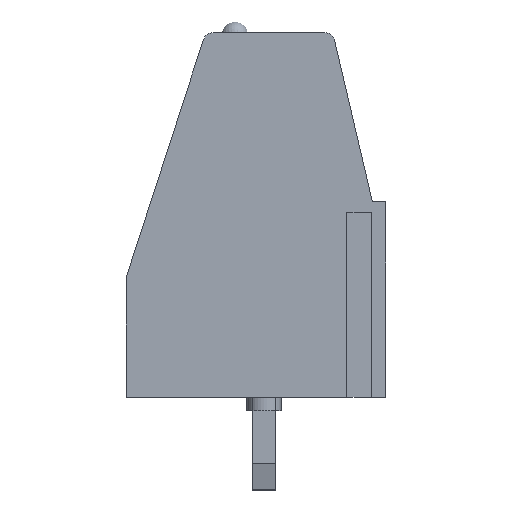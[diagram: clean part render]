
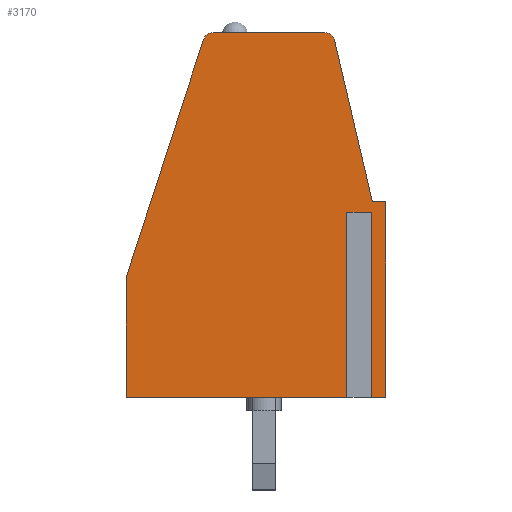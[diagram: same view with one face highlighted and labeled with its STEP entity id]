
A CAD part, left-side view. The second image highlights one B-rep face of the part: STEP entity #3170.
In plain terms, the highlighted face is planar.
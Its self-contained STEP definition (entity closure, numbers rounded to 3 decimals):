
#920=CARTESIAN_POINT('',(-118.259,53.229,-63.42));
#930=DIRECTION('',(1.,0.,0.));
#940=VECTOR('',#930,1.);
#950=LINE('',#920,#940);
#960=CARTESIAN_POINT('',(-61.239,53.229,-63.42));
#970=VERTEX_POINT('',#960);
#980=CARTESIAN_POINT('',(-57.047,53.229,-63.42));
#990=VERTEX_POINT('',#980);
#1000=EDGE_CURVE('',#970,#990,#950,.T.);
#2170=CARTESIAN_POINT('',(-51.447,34.151,-63.42));
#2180=DIRECTION('',(0.,0.,1.));
#2190=DIRECTION('',(-1.,0.,0.));
#2200=AXIS2_PLACEMENT_3D('',#2170,#2180,#2190);
#2210=PLANE('',#2200);
#2220=CARTESIAN_POINT('',(-118.259,39.429,-63.42));
#2230=DIRECTION('',(-1.,0.,0.));
#2240=VECTOR('',#2230,1.);
#2250=LINE('',#2220,#2240);
#2260=CARTESIAN_POINT('',(-54.73,39.429,-63.42));
#2270=VERTEX_POINT('',#2260);
#2280=CARTESIAN_POINT('',(-55.46,39.429,-63.42));
#2290=VERTEX_POINT('',#2280);
#2300=EDGE_CURVE('',#2270,#2290,#2250,.T.);
#2310=ORIENTED_EDGE('',*,*,#2300,.F.);
#2320=CARTESIAN_POINT('',(-55.46,0.,-63.42));
#2330=DIRECTION('',(0.,1.,0.));
#2340=VECTOR('',#2330,1.);
#2350=LINE('',#2320,#2340);
#2360=CARTESIAN_POINT('',(-55.46,46.429,-63.42));
#2370=VERTEX_POINT('',#2360);
#2380=EDGE_CURVE('',#2290,#2370,#2350,.T.);
#2390=ORIENTED_EDGE('',*,*,#2380,.F.);
#2400=CARTESIAN_POINT('',(-118.259,46.429,-63.42));
#2410=DIRECTION('',(1.,0.,0.));
#2420=VECTOR('',#2410,1.);
#2430=LINE('',#2400,#2420);
#2440=CARTESIAN_POINT('',(-55.999,46.429,-63.42));
#2450=VERTEX_POINT('',#2440);
#2460=EDGE_CURVE('',#2450,#2370,#2430,.T.);
#2470=ORIENTED_EDGE('',*,*,#2460,.T.);
#2480=CARTESIAN_POINT('',(-55.999,0.,-63.42));
#2490=DIRECTION('',(-0.,-1.,0.));
#2500=VECTOR('',#2490,1.);
#2510=LINE('',#2480,#2500);
#2520=CARTESIAN_POINT('',(-55.999,39.429,-63.42));
#2530=VERTEX_POINT('',#2520);
#2540=EDGE_CURVE('',#2450,#2530,#2510,.T.);
#2550=ORIENTED_EDGE('',*,*,#2540,.F.);
#2560=CARTESIAN_POINT('',(-64.53,39.429,-63.42));
#2570=VERTEX_POINT('',#2560);
#2580=EDGE_CURVE('',#2530,#2570,#2250,.T.);
#2590=ORIENTED_EDGE('',*,*,#2580,.F.);
#2600=CARTESIAN_POINT('',(-64.53,0.,-63.42));
#2610=DIRECTION('',(0.,1.,0.));
#2620=VECTOR('',#2610,1.);
#2630=LINE('',#2600,#2620);
#2640=CARTESIAN_POINT('',(-64.53,43.996,-63.42));
#2650=VERTEX_POINT('',#2640);
#2660=EDGE_CURVE('',#2570,#2650,#2630,.T.);
#2670=ORIENTED_EDGE('',*,*,#2660,.F.);
#2680=CARTESIAN_POINT('',(-78.825,0.,-63.42));
#2690=DIRECTION('',(0.309,0.951,
0.));
#2700=VECTOR('',#2690,1.);
#2710=LINE('',#2680,#2700);
#2720=CARTESIAN_POINT('',(-61.619,52.953,-63.42));
#2730=VERTEX_POINT('',#2720);
#2740=EDGE_CURVE('',#2650,#2730,#2710,.T.);
#2750=ORIENTED_EDGE('',*,*,#2740,.F.);
#2760=CARTESIAN_POINT('',(-61.239,52.829,-63.42));
#2770=DIRECTION('',(0.,0.,-1.));
#2780=DIRECTION('',(-1.,0.,0.));
#2790=AXIS2_PLACEMENT_3D('',#2760,#2770,#2780);
#2800=CIRCLE('',#2790,0.4);
#2810=EDGE_CURVE('',#2730,#970,#2800,.T.);
#2820=ORIENTED_EDGE('',*,*,#2810,.F.);
#2830=ORIENTED_EDGE('',*,*,#1000,.F.);
#2840=CARTESIAN_POINT('',(-57.047,52.829,-63.42));
#2850=DIRECTION('',(0.,0.,-1.));
#2860=DIRECTION('',(-1.,0.,0.));
#2870=AXIS2_PLACEMENT_3D('',#2840,#2850,#2860);
#2880=CIRCLE('',#2870,0.4);
#2890=CARTESIAN_POINT('',(-56.657,52.92,-63.42));
#2900=VERTEX_POINT('',#2890);
#2910=EDGE_CURVE('',#990,#2900,#2880,.T.);
#2920=ORIENTED_EDGE('',*,*,#2910,.F.);
#2930=CARTESIAN_POINT('',(-44.254,0.,-63.42));
#2940=DIRECTION('',(-0.228,0.974,
0.));
#2950=VECTOR('',#2940,1.);
#2960=LINE('',#2930,#2950);
#2970=CARTESIAN_POINT('',(-55.23,46.829,-63.42));
#2980=VERTEX_POINT('',#2970);
#2990=EDGE_CURVE('',#2980,#2900,#2960,.T.);
#3000=ORIENTED_EDGE('',*,*,#2990,.T.);
#3010=CARTESIAN_POINT('',(-118.259,46.829,-63.42));
#3020=DIRECTION('',(1.,0.,0.));
#3030=VECTOR('',#3020,1.);
#3040=LINE('',#3010,#3030);
#3050=CARTESIAN_POINT('',(-54.73,46.829,-63.42));
#3060=VERTEX_POINT('',#3050);
#3070=EDGE_CURVE('',#2980,#3060,#3040,.T.);
#3080=ORIENTED_EDGE('',*,*,#3070,.F.);
#3090=CARTESIAN_POINT('',(-54.73,0.,-63.42));
#3100=DIRECTION('',(-0.,-1.,0.));
#3110=VECTOR('',#3100,1.);
#3120=LINE('',#3090,#3110);
#3130=EDGE_CURVE('',#3060,#2270,#3120,.T.);
#3140=ORIENTED_EDGE('',*,*,#3130,.F.);
#3150=EDGE_LOOP('',(#3140,#3080,#3000,#2920,#2830,#2820,#2750,#2670,
#2590,#2550,#2470,#2390,#2310));
#3160=FACE_OUTER_BOUND('',#3150,.T.);
#3170=ADVANCED_FACE('',(#3160),#2210,.T.);
